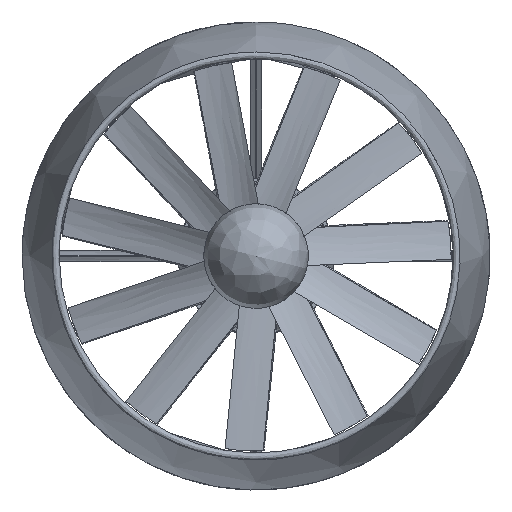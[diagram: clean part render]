
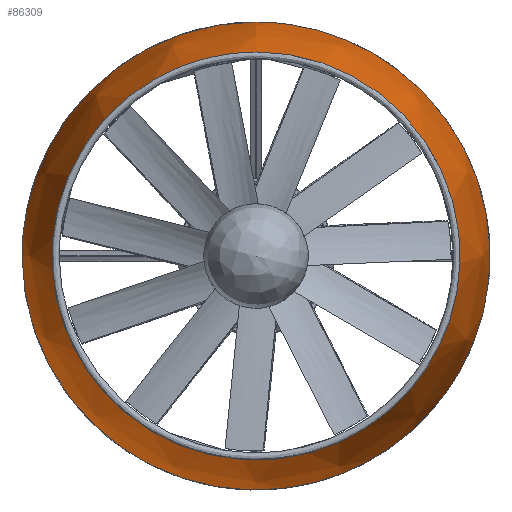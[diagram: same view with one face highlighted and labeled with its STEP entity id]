
A CAD part, left-side view. The second image highlights one B-rep face of the part: STEP entity #86309.
In plain terms, the highlighted free-form (B-spline) face has degree [2, 2] with [3, 9] control points.
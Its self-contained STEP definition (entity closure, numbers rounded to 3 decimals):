
#86177 = EDGE_CURVE('',#86178,#86178,#86180,.T.);
#86178 = VERTEX_POINT('',#86179);
#86179 = CARTESIAN_POINT('',(-140.403,0.,
    150.965));
#86180 = ( BOUNDED_CURVE() B_SPLINE_CURVE(2,(#86181,#86182,#86183,#86184
    ,#86185,#86186,#86187),.UNSPECIFIED.,.T.,.F.) 
B_SPLINE_CURVE_WITH_KNOTS((3,2,2,3),(1.571,3.665,
5.76,7.854),.PIECEWISE_BEZIER_KNOTS.) CURVE() 
GEOMETRIC_REPRESENTATION_ITEM() RATIONAL_B_SPLINE_CURVE((1.,0.5,1.,0.5,
1.,0.5,1.)) REPRESENTATION_ITEM('') );
#86181 = CARTESIAN_POINT('',(-140.403,0.,
    150.965));
#86182 = CARTESIAN_POINT('',(-140.403,-261.48,
    150.965));
#86183 = CARTESIAN_POINT('',(-140.403,-130.74,
    -75.483));
#86184 = CARTESIAN_POINT('',(-140.403,0.,
    -301.931));
#86185 = CARTESIAN_POINT('',(-140.403,130.74,
    -75.483));
#86186 = CARTESIAN_POINT('',(-140.403,261.48,
    150.965));
#86187 = CARTESIAN_POINT('',(-140.403,0.,
    150.965));
#86309 = ADVANCED_FACE('',(#86310),#86338,.T.);
#86310 = FACE_BOUND('',#86311,.T.);
#86311 = EDGE_LOOP('',(#86312,#86324,#86330,#86331,#86332));
#86312 = ORIENTED_EDGE('',*,*,#86313,.T.);
#86313 = EDGE_CURVE('',#86314,#86316,#86318,.T.);
#86314 = VERTEX_POINT('',#86315);
#86315 = CARTESIAN_POINT('',(-16.559,173.119,
    0.));
#86316 = VERTEX_POINT('',#86317);
#86317 = CARTESIAN_POINT('',(-16.559,0.,
    173.119));
#86318 = ( BOUNDED_CURVE() B_SPLINE_CURVE(2,(#86319,#86320,#86321,#86322
,#86323),.UNSPECIFIED.,.F.,.F.) B_SPLINE_CURVE_WITH_KNOTS((3,2,3),(
    4.712,7.069,9.425),
.PIECEWISE_BEZIER_KNOTS.) CURVE() GEOMETRIC_REPRESENTATION_ITEM() 
RATIONAL_B_SPLINE_CURVE((1.,0.383,1.,0.383,1.)) 
REPRESENTATION_ITEM('') );
#86319 = CARTESIAN_POINT('',(-16.559,173.119,
    0.));
#86320 = CARTESIAN_POINT('',(-16.559,173.119,
    -417.947));
#86321 = CARTESIAN_POINT('',(-16.559,-122.414,
    -122.414));
#86322 = CARTESIAN_POINT('',(-16.559,-417.947,
    173.119));
#86323 = CARTESIAN_POINT('',(-16.559,0.,
    173.119));
#86324 = ORIENTED_EDGE('',*,*,#86325,.T.);
#86325 = EDGE_CURVE('',#86316,#86178,#86326,.T.);
#86326 = ( BOUNDED_CURVE() B_SPLINE_CURVE(2,(#86327,#86328,#86329),
.UNSPECIFIED.,.F.,.F.) B_SPLINE_CURVE_WITH_KNOTS((3,3),(0.,
0.354),.PIECEWISE_BEZIER_KNOTS.) CURVE() 
GEOMETRIC_REPRESENTATION_ITEM() RATIONAL_B_SPLINE_CURVE((1.,
0.984,1.)) REPRESENTATION_ITEM('') );
#86327 = CARTESIAN_POINT('',(-16.559,0.,
    173.119));
#86328 = CARTESIAN_POINT('',(-80.463,0.,
    173.119));
#86329 = CARTESIAN_POINT('',(-140.403,0.,
    150.965));
#86330 = ORIENTED_EDGE('',*,*,#86177,.T.);
#86331 = ORIENTED_EDGE('',*,*,#86325,.F.);
#86332 = ORIENTED_EDGE('',*,*,#86333,.T.);
#86333 = EDGE_CURVE('',#86316,#86314,#86334,.T.);
#86334 = ( BOUNDED_CURVE() B_SPLINE_CURVE(2,(#86335,#86336,#86337),
.UNSPECIFIED.,.F.,.F.) B_SPLINE_CURVE_WITH_KNOTS((3,3),(3.142,
4.712),.PIECEWISE_BEZIER_KNOTS.) CURVE() 
GEOMETRIC_REPRESENTATION_ITEM() RATIONAL_B_SPLINE_CURVE((1.,
0.707,1.)) REPRESENTATION_ITEM('') );
#86335 = CARTESIAN_POINT('',(-16.559,0.,
    173.119));
#86336 = CARTESIAN_POINT('',(-16.559,173.119,
    173.119));
#86337 = CARTESIAN_POINT('',(-16.559,173.119,
    0.));
#86338 = ( BOUNDED_SURFACE() B_SPLINE_SURFACE(2,2,(
    (#86339,#86340,#86341,#86342,#86343,#86344,#86345,#86346,#86347)
    ,(#86348,#86349,#86350,#86351,#86352,#86353,#86354,#86355,#86356)
    ,(#86357,#86358,#86359,#86360,#86361,#86362,#86363,#86364,#86365
)),.UNSPECIFIED.,.F.,.T.,.F.) B_SPLINE_SURFACE_WITH_KNOTS((3,3),(1,2,2,2
    ,2,2,1),(-0.354,0.),(-4.712,
    -3.142,-1.571,0.,1.571,3.142,
4.712),.UNSPECIFIED.) GEOMETRIC_REPRESENTATION_ITEM() 
RATIONAL_B_SPLINE_SURFACE((
    (1.,0.707,1.,0.707,1.,0.707,1.
      ,0.707,1.)
    ,(0.984,0.696,0.984,0.696
      ,0.984,0.696,0.984,0.696
      ,0.984)
    ,(1.,0.707,1.,0.707,1.,0.707,1.
,0.707,1.))) REPRESENTATION_ITEM('') SURFACE() );
#86339 = CARTESIAN_POINT('',(-140.403,0.,
    150.965));
#86340 = CARTESIAN_POINT('',(-140.403,150.965,
    150.965));
#86341 = CARTESIAN_POINT('',(-140.403,150.965,
    0.));
#86342 = CARTESIAN_POINT('',(-140.403,150.965,
    -150.965));
#86343 = CARTESIAN_POINT('',(-140.403,0.,
    -150.965));
#86344 = CARTESIAN_POINT('',(-140.403,-150.965,
    -150.965));
#86345 = CARTESIAN_POINT('',(-140.403,-150.965,
    0.));
#86346 = CARTESIAN_POINT('',(-140.403,-150.965,
    150.965));
#86347 = CARTESIAN_POINT('',(-140.403,0.,
    150.965));
#86348 = CARTESIAN_POINT('',(-80.463,0.,
    173.119));
#86349 = CARTESIAN_POINT('',(-80.463,173.119,
    173.119));
#86350 = CARTESIAN_POINT('',(-80.463,173.119,
    0.));
#86351 = CARTESIAN_POINT('',(-80.463,173.119,
    -173.119));
#86352 = CARTESIAN_POINT('',(-80.463,0.,
    -173.119));
#86353 = CARTESIAN_POINT('',(-80.463,-173.119,
    -173.119));
#86354 = CARTESIAN_POINT('',(-80.463,-173.119,
    0.));
#86355 = CARTESIAN_POINT('',(-80.463,-173.119,
    173.119));
#86356 = CARTESIAN_POINT('',(-80.463,0.,
    173.119));
#86357 = CARTESIAN_POINT('',(-16.559,0.,
    173.119));
#86358 = CARTESIAN_POINT('',(-16.559,173.119,
    173.119));
#86359 = CARTESIAN_POINT('',(-16.559,173.119,
    0.));
#86360 = CARTESIAN_POINT('',(-16.559,173.119,
    -173.119));
#86361 = CARTESIAN_POINT('',(-16.559,0.,
    -173.119));
#86362 = CARTESIAN_POINT('',(-16.559,-173.119,
    -173.119));
#86363 = CARTESIAN_POINT('',(-16.559,-173.119,
    0.));
#86364 = CARTESIAN_POINT('',(-16.559,-173.119,
    173.119));
#86365 = CARTESIAN_POINT('',(-16.559,0.,
    173.119));
